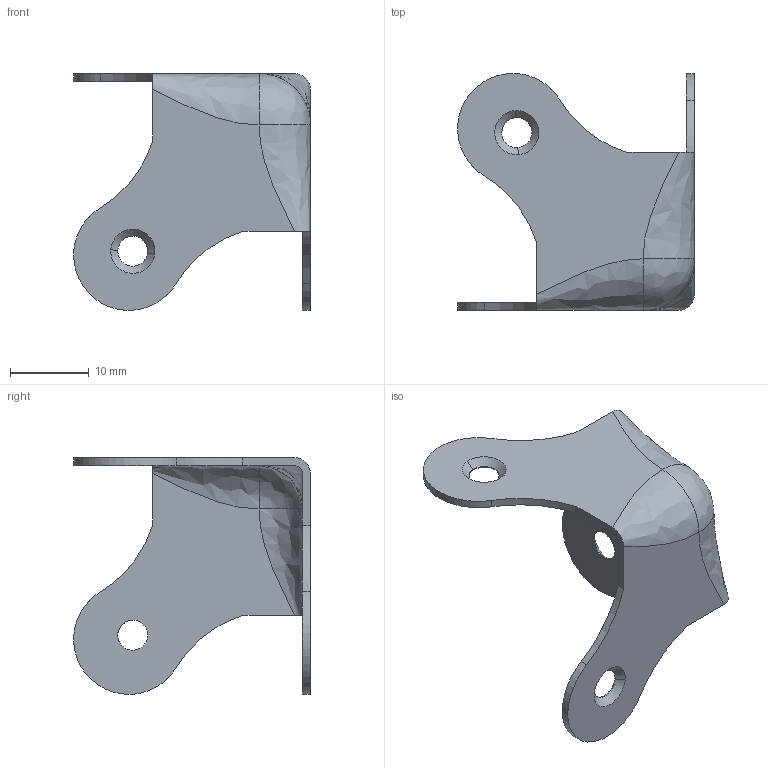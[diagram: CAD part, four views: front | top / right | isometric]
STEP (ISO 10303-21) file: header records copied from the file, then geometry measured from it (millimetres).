
FILE_DESCRIPTION((''),'2;1');
FILE_NAME('','2005-12-14T14:47:36',(''),(''),'','CADfix','');
FILE_SCHEMA(('AUTOMOTIVE_DESIGN'));
Length unit declared in the file: millimetre
Products named in the file (1): angle
Bounding box: 29.99 x 29.99 x 29.99 mm (x, y, z)
Volume: 1501.3 mm3; surface area: 3247.5 mm2
Topology: 1 solids, 1 shells, 38 faces, 117 edges, 81 vertices
Faces by surface type: bspline 38
Entity records: 1456 total; most frequent: CARTESIAN_POINT 819, ORIENTED_EDGE 234, EDGE_CURVE 117, VERTEX_POINT 81, EDGE_LOOP 44, FACE_OUTER_BOUND 38, ADVANCED_FACE 38, QUASI_UNIFORM_CURVE 36
